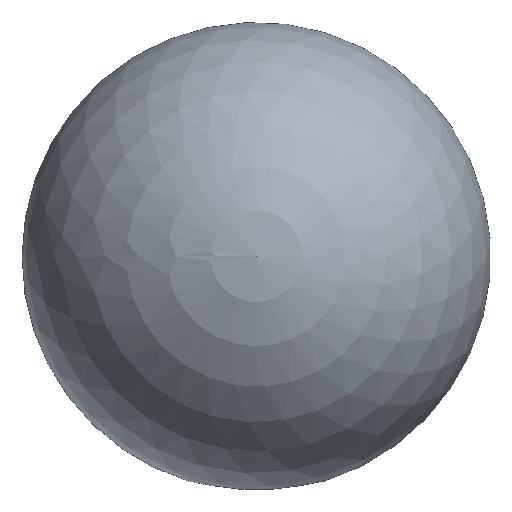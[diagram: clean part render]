
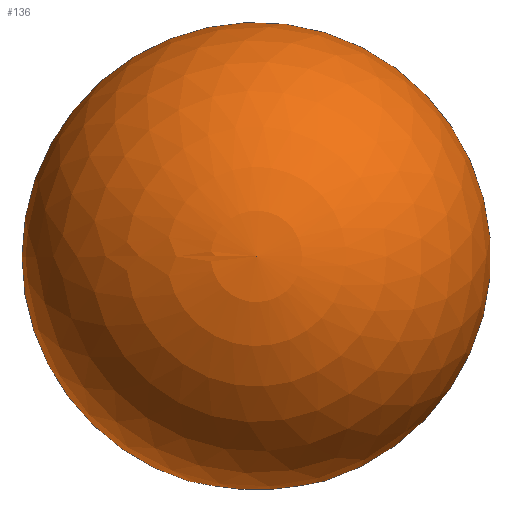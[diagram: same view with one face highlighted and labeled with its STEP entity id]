
A CAD part, top view. The second image highlights one B-rep face of the part: STEP entity #136.
In plain terms, the highlighted spherical face has radius 19 mm.
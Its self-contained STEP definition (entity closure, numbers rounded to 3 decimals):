
#17=SPHERICAL_SURFACE('',#165,19.);
#18=CIRCLE('',#153,18.894);
#24=CIRCLE('',#162,19.);
#25=CIRCLE('',#163,19.);
#26=CIRCLE('',#166,19.);
#35=FACE_OUTER_BOUND('',#42,.T.);
#42=EDGE_LOOP('',(#121,#122,#123,#124,#125,#126,#127));
#51=B_SPLINE_CURVE_WITH_KNOTS('',3,(#209,#210,#211,#212,#213,#214,#215,
#216,#217,#218),.UNSPECIFIED.,.F.,.F.,(4,2,2,2,4),(0.,0.077,
0.154,0.229,0.304),.UNSPECIFIED.);
#54=B_SPLINE_CURVE_WITH_KNOTS('',3,(#246,#247,#248,#249,#250,#251,#252,
#253,#254,#255),.UNSPECIFIED.,.F.,.F.,(4,2,2,2,4),(0.304,0.379,
0.455,0.531,0.608),.UNSPECIFIED.);
#57=VERTEX_POINT('',#207);
#58=VERTEX_POINT('',#208);
#62=VERTEX_POINT('',#239);
#64=VERTEX_POINT('',#245);
#69=VERTEX_POINT('',#281);
#70=VERTEX_POINT('',#286);
#71=EDGE_CURVE('',#57,#58,#51,.T.);
#76=EDGE_CURVE('',#62,#57,#18,.T.);
#79=EDGE_CURVE('',#64,#62,#54,.T.);
#87=EDGE_CURVE('',#64,#69,#24,.T.);
#88=EDGE_CURVE('',#69,#58,#25,.T.);
#89=EDGE_CURVE('',#70,#69,#26,.T.);
#121=ORIENTED_EDGE('',*,*,#71,.T.);
#122=ORIENTED_EDGE('',*,*,#88,.F.);
#123=ORIENTED_EDGE('',*,*,#89,.F.);
#124=ORIENTED_EDGE('',*,*,#89,.T.);
#125=ORIENTED_EDGE('',*,*,#87,.F.);
#126=ORIENTED_EDGE('',*,*,#79,.T.);
#127=ORIENTED_EDGE('',*,*,#76,.T.);
#136=ADVANCED_FACE('',(#35),#17,.T.);
#153=AXIS2_PLACEMENT_3D('',#240,#175,#176);
#162=AXIS2_PLACEMENT_3D('',#282,#195,#196);
#163=AXIS2_PLACEMENT_3D('',#283,#197,#198);
#165=AXIS2_PLACEMENT_3D('',#285,#201,#202);
#166=AXIS2_PLACEMENT_3D('',#287,#203,#204);
#175=DIRECTION('center_axis',(0.,0.,1.));
#176=DIRECTION('ref_axis',(0.,1.,0.));
#195=DIRECTION('center_axis',(0.,0.,-1.));
#196=DIRECTION('ref_axis',(1.,0.,0.));
#197=DIRECTION('center_axis',(0.,0.,-1.));
#198=DIRECTION('ref_axis',(1.,0.,0.));
#201=DIRECTION('center_axis',(0.,0.,1.));
#202=DIRECTION('ref_axis',(1.,0.,0.));
#203=DIRECTION('center_axis',(0.,-1.,0.));
#204=DIRECTION('ref_axis',(-1.,0.,0.));
#207=CARTESIAN_POINT('',(3.5,-26.317,58.5));
#208=CARTESIAN_POINT('',(5.5,-25.936,56.5));
#209=CARTESIAN_POINT('Ctrl Pts',(3.5,-26.317,58.5));
#210=CARTESIAN_POINT('Ctrl Pts',(3.751,-26.27,58.5));
#211=CARTESIAN_POINT('Ctrl Pts',(4.02,-26.219,58.45));
#212=CARTESIAN_POINT('Ctrl Pts',(4.514,-26.125,58.244));
#213=CARTESIAN_POINT('Ctrl Pts',(4.74,-26.082,58.089));
#214=CARTESIAN_POINT('Ctrl Pts',(5.094,-26.014,57.733));
#215=CARTESIAN_POINT('Ctrl Pts',(5.247,-25.985,57.509));
#216=CARTESIAN_POINT('Ctrl Pts',(5.45,-25.946,57.018));
#217=CARTESIAN_POINT('Ctrl Pts',(5.5,-25.936,56.751));
#218=CARTESIAN_POINT('Ctrl Pts',(5.5,-25.936,56.5));
#239=CARTESIAN_POINT('',(-3.5,-26.317,58.5));
#240=CARTESIAN_POINT('Origin',(0.,-7.75,58.5));
#245=CARTESIAN_POINT('',(-5.5,-25.936,56.5));
#246=CARTESIAN_POINT('Ctrl Pts',(-5.5,-25.936,56.5));
#247=CARTESIAN_POINT('Ctrl Pts',(-5.5,-25.936,56.751));
#248=CARTESIAN_POINT('Ctrl Pts',(-5.45,-25.946,57.018));
#249=CARTESIAN_POINT('Ctrl Pts',(-5.247,-25.985,57.509));
#250=CARTESIAN_POINT('Ctrl Pts',(-5.094,-26.014,57.733));
#251=CARTESIAN_POINT('Ctrl Pts',(-4.74,-26.082,58.089));
#252=CARTESIAN_POINT('Ctrl Pts',(-4.514,-26.125,58.244));
#253=CARTESIAN_POINT('Ctrl Pts',(-4.02,-26.219,58.45));
#254=CARTESIAN_POINT('Ctrl Pts',(-3.751,-26.27,58.5));
#255=CARTESIAN_POINT('Ctrl Pts',(-3.5,-26.317,58.5));
#281=CARTESIAN_POINT('',(-19.,-7.75,56.5));
#282=CARTESIAN_POINT('Origin',(0.,-7.75,56.5));
#283=CARTESIAN_POINT('Origin',(0.,-7.75,56.5));
#285=CARTESIAN_POINT('Origin',(0.,-7.75,56.5));
#286=CARTESIAN_POINT('',(0.,-7.75,75.5));
#287=CARTESIAN_POINT('Origin',(0.,-7.75,56.5));
